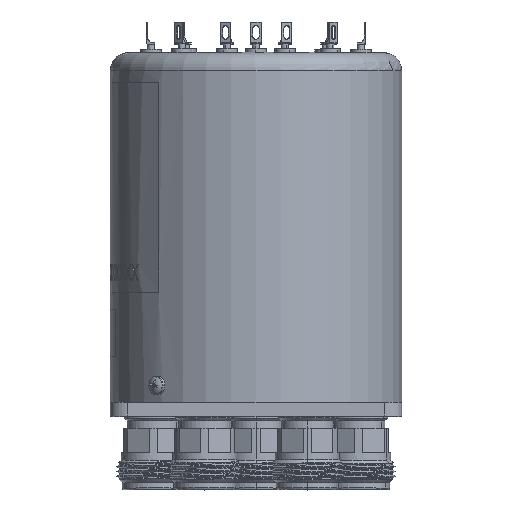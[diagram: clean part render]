
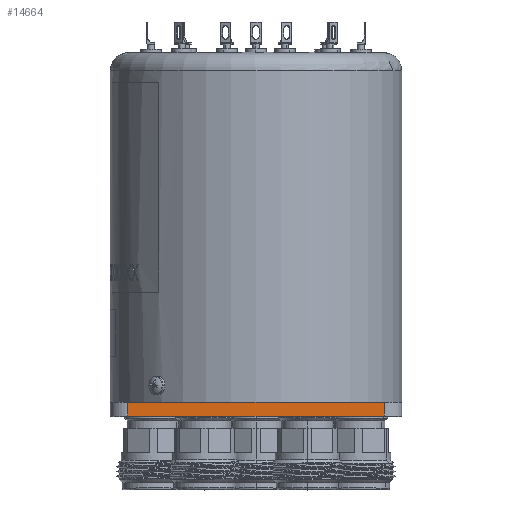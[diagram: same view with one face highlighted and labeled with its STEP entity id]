
A CAD part, top view. The second image highlights one B-rep face of the part: STEP entity #14664.
In plain terms, the highlighted planar face has unit normal (0, 0, 1).
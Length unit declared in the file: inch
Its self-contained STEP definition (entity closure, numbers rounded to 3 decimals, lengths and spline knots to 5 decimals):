
#215 = ORIENTED_EDGE ( 'NONE', *, *, #13249, .F. ) ;
#4736 = AXIS2_PLACEMENT_3D ( 'NONE', #21634, #34664, #5611 ) ;
#4798 = LINE ( 'NONE', #11828, #12919 ) ;
#5414 = PLANE ( 'NONE',  #4736 ) ;
#5611 = DIRECTION ( 'NONE',  ( -1., 0., 0. ) ) ;
#5654 = CARTESIAN_POINT ( 'NONE',  ( 1.1, 0.12, 1.25 ) ) ;
#6254 = EDGE_CURVE ( 'NONE', #28842, #25530, #8750, .T. ) ;
#8627 = ORIENTED_EDGE ( 'NONE', *, *, #6254, .T. ) ;
#8750 = LINE ( 'NONE', #31606, #9284 ) ;
#9284 = VECTOR ( 'NONE', #29670, 39.37008 ) ;
#11828 = CARTESIAN_POINT ( 'NONE',  ( -1.1, 0.12, 1.25 ) ) ;
#12873 = LINE ( 'NONE', #42136, #38091 ) ;
#12919 = VECTOR ( 'NONE', #17856, 39.37008 ) ;
#13249 = EDGE_CURVE ( 'NONE', #24018, #25530, #12873, .T. ) ;
#14664 = ADVANCED_FACE ( 'NONE', ( #15439 ), #5414, .F. ) ;
#15439 = FACE_OUTER_BOUND ( 'NONE', #37824, .T. ) ;
#17652 = EDGE_CURVE ( 'NONE', #21494, #28842, #40221, .T. ) ;
#17856 = DIRECTION ( 'NONE',  ( 0., -1., 0. ) ) ;
#18381 = EDGE_CURVE ( 'NONE', #24018, #21494, #4798, .T. ) ;
#19018 = VECTOR ( 'NONE', #34207, 39.37008 ) ;
#19870 = CARTESIAN_POINT ( 'NONE',  ( -1.1, 0., 1.25 ) ) ;
#21190 = CARTESIAN_POINT ( 'NONE',  ( 1.25, 0., 1.25 ) ) ;
#21494 = VERTEX_POINT ( 'NONE', #19870 ) ;
#21634 = CARTESIAN_POINT ( 'NONE',  ( 1.25, 0.12, 1.25 ) ) ;
#24018 = VERTEX_POINT ( 'NONE', #26713 ) ;
#24605 = ORIENTED_EDGE ( 'NONE', *, *, #18381, .T. ) ;
#24651 = CARTESIAN_POINT ( 'NONE',  ( 1.1, 0., 1.25 ) ) ;
#25530 = VERTEX_POINT ( 'NONE', #5654 ) ;
#25903 = DIRECTION ( 'NONE',  ( 1., 0., 0. ) ) ;
#26713 = CARTESIAN_POINT ( 'NONE',  ( -1.1, 0.12, 1.25 ) ) ;
#28842 = VERTEX_POINT ( 'NONE', #24651 ) ;
#29670 = DIRECTION ( 'NONE',  ( 0., 1., 0. ) ) ;
#31606 = CARTESIAN_POINT ( 'NONE',  ( 1.1, 0.12, 1.25 ) ) ;
#34207 = DIRECTION ( 'NONE',  ( 1., 0., 0. ) ) ;
#34664 = DIRECTION ( 'NONE',  ( 0., 0., -1. ) ) ;
#37824 = EDGE_LOOP ( 'NONE', ( #39683, #8627, #215, #24605 ) ) ;
#38091 = VECTOR ( 'NONE', #25903, 39.37008 ) ;
#39683 = ORIENTED_EDGE ( 'NONE', *, *, #17652, .T. ) ;
#40221 = LINE ( 'NONE', #21190, #19018 ) ;
#42136 = CARTESIAN_POINT ( 'NONE',  ( 1.25, 0.12, 1.25 ) ) ;
